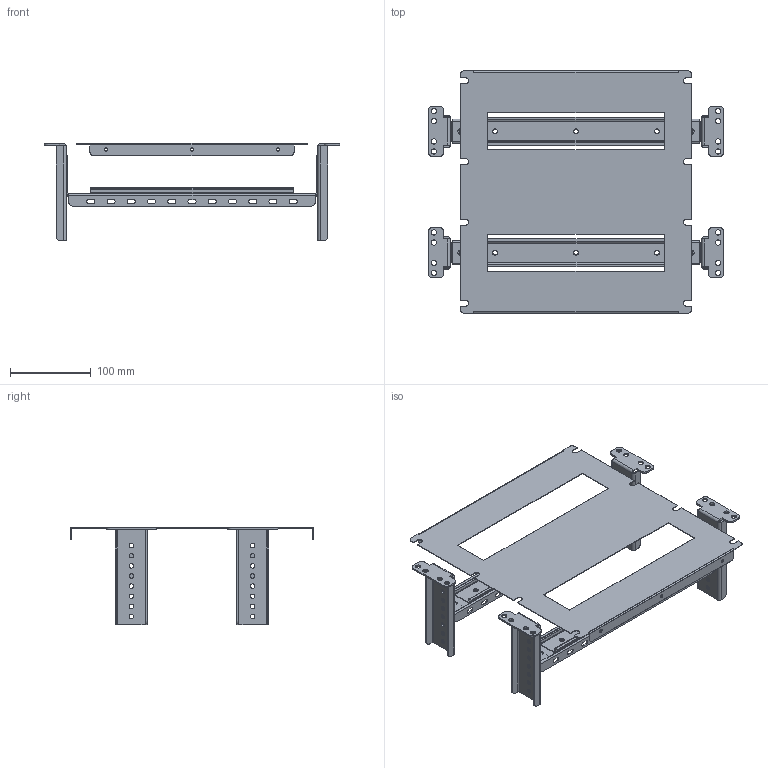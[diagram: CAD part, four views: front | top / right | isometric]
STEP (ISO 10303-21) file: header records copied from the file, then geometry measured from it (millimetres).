
FILE_DESCRIPTION (( 'STEP AP214' ), '1' );
FILE_NAME ('YKM40D-FO-MCV-030-040 FORMAT Êîìïëåêò óñòàíîâêè ìîäóëüíîãî àâòîìàòè÷åñêîãî âûêëþ÷àòåëÿ (âíóòðåííÿÿ äâåðü) 300õ400ìì IEK.STEP', '2022-05-30T09:11:03', ( '' ), ( '' ), 'SwSTEP 2.0', 'SolidWorks 2017', '' );
FILE_SCHEMA (( 'AUTOMOTIVE_DESIGN' ));
Length unit declared in the file: millimetre
Products named in the file (1): YKM40D-FO-MCV-030-040 FORMAT Êîìïëåêò óñòàíîâêè ìîäóëüíîãî àâòîìàòè÷åñêîãî âûêëþ÷àòåëÿ (âíóòðåííÿÿ äâåðü) 300õ400ìì IEK
Bounding box: 365 x 299.6 x 120 mm (x, y, z)
Volume: 194796 mm3; surface area: 343242.6 mm2
Topology: 13 solids, 13 shells, 778 faces, 2052 edges, 1300 vertices
Faces by surface type: plane 394, cylinder 384
Entity records: 33228 total; most frequent: DIRECTION 4382, CARTESIAN_POINT 4131, ORIENTED_EDGE 4104, EDGE_CURVE 2052, AXIS2_PLACEMENT_3D 1551, VERTEX_POINT 1300, LINE 1280, VECTOR 1280
